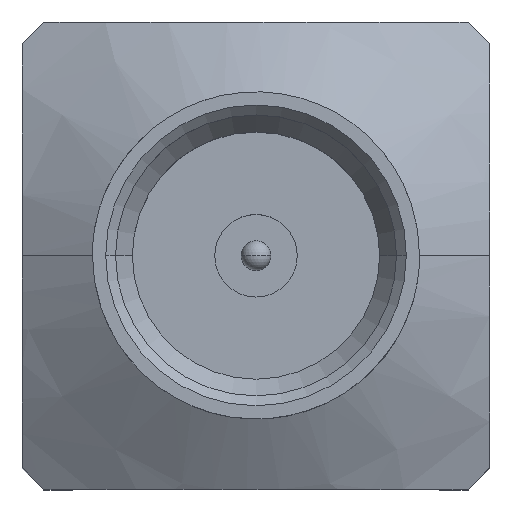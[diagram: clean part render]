
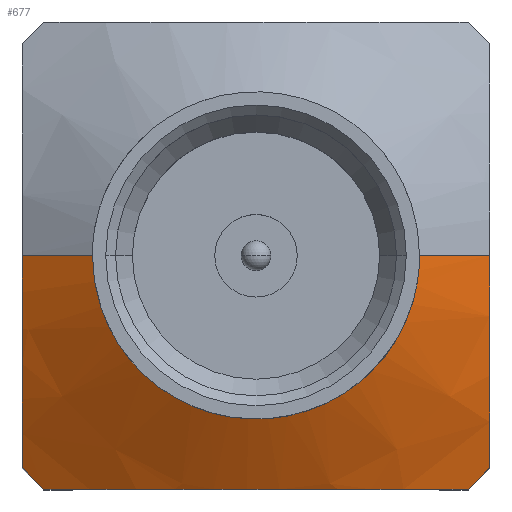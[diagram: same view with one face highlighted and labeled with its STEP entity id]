
A CAD part, top view. The second image highlights one B-rep face of the part: STEP entity #677.
In plain terms, the highlighted conical face has half-angle 60 degrees and reference radius 2.1 mm.
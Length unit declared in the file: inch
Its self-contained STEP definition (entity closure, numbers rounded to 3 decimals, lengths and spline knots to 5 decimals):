
#6 = CARTESIAN_POINT ( 'NONE',  ( 0.11811, -0.03675, 0.19697 ) ) ;
#13 = CARTESIAN_POINT ( 'NONE',  ( -0.11811, -0.10723, 0.1761 ) ) ;
#18 = ORIENTED_EDGE ( 'NONE', *, *, #1657, .F. ) ;
#31 = CARTESIAN_POINT ( 'NONE',  ( 0.10723, -0.11811, 0.1761 ) ) ;
#35 = CARTESIAN_POINT ( 'NONE',  ( -0.01821, -0.11811, 0.1994 ) ) ;
#45 = CARTESIAN_POINT ( 'NONE',  ( -0.07238, -0.11811, 0.18878 ) ) ;
#79 = CARTESIAN_POINT ( 'NONE',  ( -0.10723, -0.11811, 0.1761 ) ) ;
#98 = CARTESIAN_POINT ( 'NONE',  ( -0.11086, -0.11448, 0.17625 ) ) ;
#117 = EDGE_CURVE ( 'NONE', #808, #917, #409, .T. ) ;
#123 = ORIENTED_EDGE ( 'NONE', *, *, #393, .T. ) ;
#148 = VERTEX_POINT ( 'NONE', #79 ) ;
#159 = LINE ( 'NONE', #657, #379 ) ;
#170 = CARTESIAN_POINT ( 'NONE',  ( -0.11811, -0.10723, 0.1761 ) ) ;
#182 = CARTESIAN_POINT ( 'NONE',  ( 0.09009, -0.11811, 0.18276 ) ) ;
#183 = ORIENTED_EDGE ( 'NONE', *, *, #1672, .F. ) ;
#223 = CARTESIAN_POINT ( 'NONE',  ( -0.11448, -0.11086, 0.17625 ) ) ;
#235 = DIRECTION ( 'NONE',  ( 0.866, 0., -0.5 ) ) ;
#248 = B_SPLINE_CURVE_WITH_KNOTS ( 'NONE', 3,
 ( #747, #1123, #498, #883, #1146, #898, #1417, #1007, #1555, #644, #1655, #254, #1666, #904, #378, #506, #1527, #1276 ),
 .UNSPECIFIED., .F., .F.,
 ( 4, 2, 2, 2, 2, 2, 2, 2, 4 ),
 ( 0.5, 0.5625, 0.625, 0.6875, 0.75, 0.8125, 0.875, 0.9375, 1. ),
 .UNSPECIFIED. ) ;
#252 = CARTESIAN_POINT ( 'NONE',  ( 0.11811, -0.01852, 0.19937 ) ) ;
#254 = CARTESIAN_POINT ( 'NONE',  ( 0.04164, -0.07224, 0.22047 ) ) ;
#306 = CARTESIAN_POINT ( 'NONE',  ( 0.11086, -0.11448, 0.17625 ) ) ;
#338 = CARTESIAN_POINT ( 'NONE',  ( 0., 0., 0.22047 ) ) ;
#345 = EDGE_CURVE ( 'NONE', #654, #992, #159, .T. ) ;
#374 = CARTESIAN_POINT ( 'NONE',  ( -0.11811, -0.01852, 0.19937 ) ) ;
#378 = CARTESIAN_POINT ( 'NONE',  ( 0.07224, -0.04164, 0.22047 ) ) ;
#379 = VECTOR ( 'NONE', #1415, 39.37008 ) ;
#386 = CARTESIAN_POINT ( 'NONE',  ( -0.10723, -0.11811, 0.1761 ) ) ;
#393 = EDGE_CURVE ( 'NONE', #808, #1187, #1544, .T. ) ;
#404 = CARTESIAN_POINT ( 'NONE',  ( 0.11811, 0., 0.20002 ) ) ;
#409 = B_SPLINE_CURVE_WITH_KNOTS ( 'NONE', 3,
 ( #814, #1598, #306, #591 ),
 .UNSPECIFIED., .F., .F.,
 ( 4, 4 ),
 ( 0., 0.00039 ),
 .UNSPECIFIED. ) ;
#434 = CARTESIAN_POINT ( 'NONE',  ( -0.10723, -0.11811, 0.1761 ) ) ;
#472 = CARTESIAN_POINT ( 'NONE',  ( 0.08268, 0., 0.22047 ) ) ;
#478 = DIRECTION ( 'NONE',  ( 0., 0., -1. ) ) ;
#498 = CARTESIAN_POINT ( 'NONE',  ( -0.08053, -0.02164, 0.22047 ) ) ;
#506 = CARTESIAN_POINT ( 'NONE',  ( 0.08053, -0.02164, 0.22047 ) ) ;
#513 = CARTESIAN_POINT ( 'NONE',  ( 0.11811, -0.0725, 0.18874 ) ) ;
#527 = B_SPLINE_CURVE_WITH_KNOTS ( 'NONE', 3,
 ( #386, #98, #223, #1536 ),
 .UNSPECIFIED., .F., .F.,
 ( 4, 4 ),
 ( 0., 0.00039 ),
 .UNSPECIFIED. ) ;
#532 = CARTESIAN_POINT ( 'NONE',  ( -0.04554, -0.11811, 0.19527 ) ) ;
#534 = VERTEX_POINT ( 'NONE', #170 ) ;
#562 = CARTESIAN_POINT ( 'NONE',  ( -0.03651, -0.11811, 0.19702 ) ) ;
#586 = CARTESIAN_POINT ( 'NONE',  ( 0.10723, -0.11811, 0.1761 ) ) ;
#591 = CARTESIAN_POINT ( 'NONE',  ( 0.10723, -0.11811, 0.1761 ) ) ;
#638 = LINE ( 'NONE', #1687, #1208 ) ;
#643 = CARTESIAN_POINT ( 'NONE',  ( 0.11811, -0.04575, 0.19523 ) ) ;
#644 = CARTESIAN_POINT ( 'NONE',  ( 0.01082, -0.08268, 0.22047 ) ) ;
#652 = CONICAL_SURFACE ( 'NONE', #1611, 0.08268, 1.047 ) ;
#654 = VERTEX_POINT ( 'NONE', #1273 ) ;
#657 = CARTESIAN_POINT ( 'NONE',  ( -0.08268, 0., 0.22047 ) ) ;
#677 = ADVANCED_FACE ( 'NONE', ( #1135 ), #652, .T. ) ;
#747 = CARTESIAN_POINT ( 'NONE',  ( -0.08268, 0., 0.22047 ) ) ;
#808 = VERTEX_POINT ( 'NONE', #1016 ) ;
#814 = CARTESIAN_POINT ( 'NONE',  ( 0.11811, -0.10723, 0.1761 ) ) ;
#828 = EDGE_CURVE ( 'NONE', #992, #534, #1554, .T. ) ;
#883 = CARTESIAN_POINT ( 'NONE',  ( -0.07224, -0.04164, 0.22047 ) ) ;
#898 = CARTESIAN_POINT ( 'NONE',  ( -0.05081, -0.06611, 0.22047 ) ) ;
#901 = ORIENTED_EDGE ( 'NONE', *, *, #117, .F. ) ;
#904 = CARTESIAN_POINT ( 'NONE',  ( 0.06611, -0.05081, 0.22047 ) ) ;
#917 = VERTEX_POINT ( 'NONE', #31 ) ;
#930 = CARTESIAN_POINT ( 'NONE',  ( -0.09, -0.11811, 0.18279 ) ) ;
#932 = ORIENTED_EDGE ( 'NONE', *, *, #1508, .T. ) ;
#950 = CARTESIAN_POINT ( 'NONE',  ( 0.07251, -0.11811, 0.18874 ) ) ;
#992 = VERTEX_POINT ( 'NONE', #1213 ) ;
#1007 = CARTESIAN_POINT ( 'NONE',  ( -0.02164, -0.08053, 0.22047 ) ) ;
#1016 = CARTESIAN_POINT ( 'NONE',  ( 0.11811, -0.10723, 0.1761 ) ) ;
#1025 = CARTESIAN_POINT ( 'NONE',  ( -0.11811, -0.04575, 0.19523 ) ) ;
#1040 = ORIENTED_EDGE ( 'NONE', *, *, #828, .T. ) ;
#1048 = CARTESIAN_POINT ( 'NONE',  ( -0.00887, -0.11811, 0.20003 ) ) ;
#1072 = CARTESIAN_POINT ( 'NONE',  ( 0.03694, -0.11811, 0.19737 ) ) ;
#1094 = VERTEX_POINT ( 'NONE', #472 ) ;
#1123 = CARTESIAN_POINT ( 'NONE',  ( -0.08268, -0.01082, 0.22047 ) ) ;
#1135 = FACE_OUTER_BOUND ( 'NONE', #1401, .T. ) ;
#1146 = CARTESIAN_POINT ( 'NONE',  ( -0.06611, -0.05081, 0.22047 ) ) ;
#1160 = CARTESIAN_POINT ( 'NONE',  ( 0.11811, -0.10723, 0.1761 ) ) ;
#1187 = VERTEX_POINT ( 'NONE', #1416 ) ;
#1208 = VECTOR ( 'NONE', #235, 39.37008 ) ;
#1213 = CARTESIAN_POINT ( 'NONE',  ( -0.11811, 0., 0.20002 ) ) ;
#1273 = CARTESIAN_POINT ( 'NONE',  ( -0.08268, 0., 0.22047 ) ) ;
#1276 = CARTESIAN_POINT ( 'NONE',  ( 0.08268, 0., 0.22047 ) ) ;
#1282 = CARTESIAN_POINT ( 'NONE',  ( -0.11811, 0., 0.20002 ) ) ;
#1291 = CARTESIAN_POINT ( 'NONE',  ( -0.11811, -0.09006, 0.18277 ) ) ;
#1317 = B_SPLINE_CURVE_WITH_KNOTS ( 'NONE', 3,
 ( #434, #930, #45, #532, #562, #35, #1048, #1591, #1072, #950, #182, #586 ),
 .UNSPECIFIED., .F., .F.,
 ( 4, 2, 2, 2, 2, 4 ),
 ( 0.0034, 0.00481, 0.00551, 0.00621, 0.00762, 0.00903 ),
 .UNSPECIFIED. ) ;
#1376 = DIRECTION ( 'NONE',  ( 1., 0., 0. ) ) ;
#1401 = EDGE_LOOP ( 'NONE', ( #1440, #1498, #1040, #183, #932, #901, #123, #18 ) ) ;
#1414 = CARTESIAN_POINT ( 'NONE',  ( -0.11811, -0.0725, 0.18874 ) ) ;
#1415 = DIRECTION ( 'NONE',  ( -0.866, 0., -0.5 ) ) ;
#1416 = CARTESIAN_POINT ( 'NONE',  ( 0.11811, 0., 0.20002 ) ) ;
#1417 = CARTESIAN_POINT ( 'NONE',  ( -0.04164, -0.07224, 0.22047 ) ) ;
#1440 = ORIENTED_EDGE ( 'NONE', *, *, #1606, .F. ) ;
#1498 = ORIENTED_EDGE ( 'NONE', *, *, #345, .T. ) ;
#1508 = EDGE_CURVE ( 'NONE', #148, #917, #1317, .T. ) ;
#1527 = CARTESIAN_POINT ( 'NONE',  ( 0.08268, -0.01082, 0.22047 ) ) ;
#1536 = CARTESIAN_POINT ( 'NONE',  ( -0.11811, -0.10723, 0.1761 ) ) ;
#1542 = CARTESIAN_POINT ( 'NONE',  ( -0.11811, -0.00922, 0.20002 ) ) ;
#1544 = B_SPLINE_CURVE_WITH_KNOTS ( 'NONE', 3,
 ( #1160, #1571, #513, #643, #6, #252, #1553, #404 ),
 .UNSPECIFIED., .F., .F.,
 ( 4, 2, 2, 4 ),
 ( 0.0034, 0.0048, 0.0055, 0.00621 ),
 .UNSPECIFIED. ) ;
#1553 = CARTESIAN_POINT ( 'NONE',  ( 0.11811, -0.00922, 0.20002 ) ) ;
#1554 = B_SPLINE_CURVE_WITH_KNOTS ( 'NONE', 3,
 ( #1282, #1542, #374, #1559, #1025, #1414, #1291, #13 ),
 .UNSPECIFIED., .F., .F.,
 ( 4, 2, 2, 4 ),
 ( 0.01093, 0.01163, 0.01232, 0.01371 ),
 .UNSPECIFIED. ) ;
#1555 = CARTESIAN_POINT ( 'NONE',  ( -0.01082, -0.08268, 0.22047 ) ) ;
#1559 = CARTESIAN_POINT ( 'NONE',  ( -0.11811, -0.03675, 0.19697 ) ) ;
#1571 = CARTESIAN_POINT ( 'NONE',  ( 0.11811, -0.09006, 0.18277 ) ) ;
#1591 = CARTESIAN_POINT ( 'NONE',  ( 0.01887, -0.11811, 0.19998 ) ) ;
#1598 = CARTESIAN_POINT ( 'NONE',  ( 0.11448, -0.11086, 0.17625 ) ) ;
#1606 = EDGE_CURVE ( 'NONE', #654, #1094, #248, .T. ) ;
#1611 = AXIS2_PLACEMENT_3D ( 'NONE', #338, #478, #1376 ) ;
#1655 = CARTESIAN_POINT ( 'NONE',  ( 0.02164, -0.08053, 0.22047 ) ) ;
#1657 = EDGE_CURVE ( 'NONE', #1094, #1187, #638, .T. ) ;
#1666 = CARTESIAN_POINT ( 'NONE',  ( 0.05081, -0.06611, 0.22047 ) ) ;
#1672 = EDGE_CURVE ( 'NONE', #148, #534, #527, .T. ) ;
#1687 = CARTESIAN_POINT ( 'NONE',  ( 0.08268, 0., 0.22047 ) ) ;
